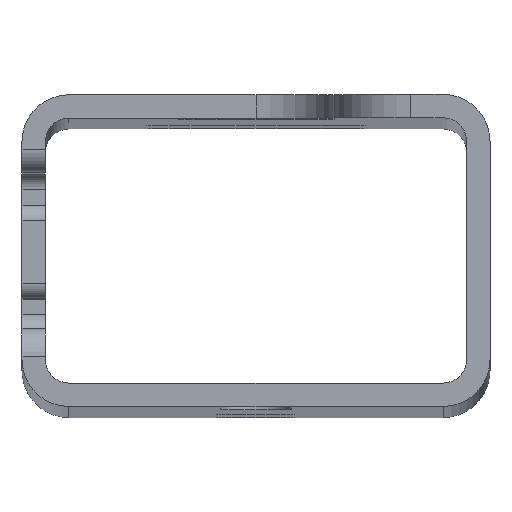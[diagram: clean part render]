
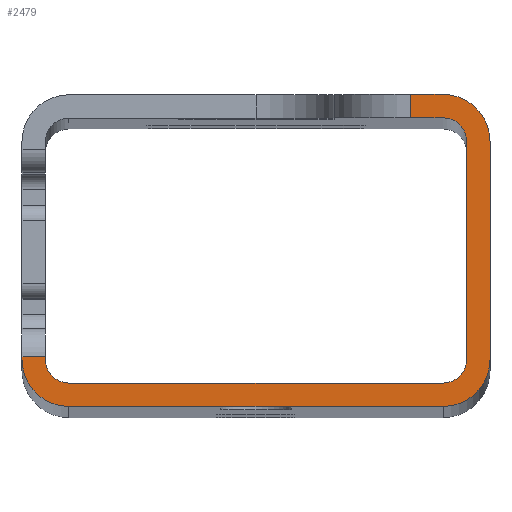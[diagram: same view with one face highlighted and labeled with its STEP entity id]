
A CAD part, top view. The second image highlights one B-rep face of the part: STEP entity #2479.
In plain terms, the highlighted planar face has unit normal (0, 0, 1).
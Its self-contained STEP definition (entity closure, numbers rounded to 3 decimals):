
#827=CARTESIAN_POINT('',(-12.,-7.,196.));
#828=DIRECTION('',(0.,0.,1.));
#829=DIRECTION('',(-1.,0.,0.));
#830=AXIS2_PLACEMENT_3D('',#827,#828,#829);
#843=DIRECTION('',(0.,-1.,0.));
#844=VECTOR('',#843,1.5);
#845=CARTESIAN_POINT('',(9.9,10.,196.));
#846=LINE('',#845,#844);
#850=DIRECTION('',(1.,0.,0.));
#851=VECTOR('',#850,2.1);
#852=CARTESIAN_POINT('',(9.9,10.,196.));
#853=LINE('',#852,#851);
#857=DIRECTION('',(0.,-1.,0.));
#858=VECTOR('',#857,14.);
#859=CARTESIAN_POINT('',(15.,7.,196.));
#860=LINE('',#859,#858);
#864=DIRECTION('',(-1.,0.,0.));
#865=VECTOR('',#864,24.);
#866=CARTESIAN_POINT('',(12.,-10.,196.));
#867=LINE('',#866,#865);
#871=DIRECTION('',(0.,1.,0.));
#872=VECTOR('',#871,0.2);
#873=CARTESIAN_POINT('',(-15.,-7.,196.));
#874=LINE('',#873,#872);
#878=DIRECTION('',(-1.,0.,0.));
#879=VECTOR('',#878,1.5);
#880=CARTESIAN_POINT('',(-13.5,-6.8,196.));
#881=LINE('',#880,#879);
#885=DIRECTION('',(0.,1.,0.));
#886=VECTOR('',#885,0.2);
#887=CARTESIAN_POINT('',(-13.5,-7.,196.));
#888=LINE('',#887,#886);
#892=DIRECTION('',(-1.,0.,0.));
#893=VECTOR('',#892,24.);
#894=CARTESIAN_POINT('',(12.,-8.5,196.));
#895=LINE('',#894,#893);
#899=DIRECTION('',(0.,-1.,0.));
#900=VECTOR('',#899,14.);
#901=CARTESIAN_POINT('',(13.5,7.,196.));
#902=LINE('',#901,#900);
#906=DIRECTION('',(1.,0.,0.));
#907=VECTOR('',#906,2.1);
#908=CARTESIAN_POINT('',(9.9,8.5,196.));
#909=LINE('',#908,#907);
#913=CARTESIAN_POINT('',(12.,7.,196.));
#914=DIRECTION('',(0.,0.,1.));
#915=DIRECTION('',(1.,0.,0.));
#916=AXIS2_PLACEMENT_3D('',#913,#914,#915);
#943=CARTESIAN_POINT('',(12.,-7.,196.));
#944=DIRECTION('',(0.,0.,1.));
#945=DIRECTION('',(0.,-1.,0.));
#946=AXIS2_PLACEMENT_3D('',#943,#944,#945);
#1101=CARTESIAN_POINT('',(-12.,-7.,196.));
#1102=DIRECTION('',(0.,0.,1.));
#1103=DIRECTION('',(-1.,0.,0.));
#1104=AXIS2_PLACEMENT_3D('',#1101,#1102,#1103);
#1117=CARTESIAN_POINT('',(12.,-7.,196.));
#1118=DIRECTION('',(0.,0.,1.));
#1119=DIRECTION('',(0.,-1.,0.));
#1120=AXIS2_PLACEMENT_3D('',#1117,#1118,#1119);
#1147=CARTESIAN_POINT('',(12.,7.,196.));
#1148=DIRECTION('',(0.,0.,1.));
#1149=DIRECTION('',(1.,0.,0.));
#1150=AXIS2_PLACEMENT_3D('',#1147,#1148,#1149);
#1655=CARTESIAN_POINT('',(15.,7.,196.));
#1657=VERTEX_POINT('',#1655);
#1659=CARTESIAN_POINT('',(12.,10.,196.));
#1661=VERTEX_POINT('',#1659);
#1663=CARTESIAN_POINT('',(-15.,-7.,196.));
#1665=VERTEX_POINT('',#1663);
#1667=CARTESIAN_POINT('',(-12.,-10.,196.));
#1669=VERTEX_POINT('',#1667);
#1671=CARTESIAN_POINT('',(12.,-10.,196.));
#1673=VERTEX_POINT('',#1671);
#1675=CARTESIAN_POINT('',(15.,-7.,196.));
#1677=VERTEX_POINT('',#1675);
#1683=CARTESIAN_POINT('',(13.5,7.,196.));
#1685=VERTEX_POINT('',#1683);
#1687=CARTESIAN_POINT('',(12.,8.5,196.));
#1689=VERTEX_POINT('',#1687);
#1691=CARTESIAN_POINT('',(-13.5,-7.,196.));
#1693=VERTEX_POINT('',#1691);
#1695=CARTESIAN_POINT('',(-12.,-8.5,196.));
#1697=VERTEX_POINT('',#1695);
#1699=CARTESIAN_POINT('',(12.,-8.5,196.));
#1701=VERTEX_POINT('',#1699);
#1703=CARTESIAN_POINT('',(13.5,-7.,196.));
#1705=VERTEX_POINT('',#1703);
#1759=CARTESIAN_POINT('',(-15.,-6.8,196.));
#1761=VERTEX_POINT('',#1759);
#1765=CARTESIAN_POINT('',(-13.5,-6.8,196.));
#1766=VERTEX_POINT('',#1765);
#1919=CARTESIAN_POINT('',(9.9,8.5,196.));
#1921=VERTEX_POINT('',#1919);
#1925=CARTESIAN_POINT('',(9.9,10.,196.));
#1926=VERTEX_POINT('',#1925);
#2446=CARTESIAN_POINT('',(0.,9.25,196.));
#2447=DIRECTION('',(0.,0.,1.));
#2448=DIRECTION('',(1.,0.,0.));
#2449=AXIS2_PLACEMENT_3D('',#2446,#2447,#2448);
#2450=PLANE('',#2449);
#2451=ORIENTED_EDGE('',*,*,#2122,.F.);
#2452=ORIENTED_EDGE('',*,*,#1970,.T.);
#2454=ORIENTED_EDGE('',*,*,#2453,.F.);
#2456=ORIENTED_EDGE('',*,*,#2455,.T.);
#2458=ORIENTED_EDGE('',*,*,#2457,.F.);
#2460=ORIENTED_EDGE('',*,*,#2459,.T.);
#2461=ORIENTED_EDGE('',*,*,#2438,.F.);
#2462=ORIENTED_EDGE('',*,*,#2274,.T.);
#2464=ORIENTED_EDGE('',*,*,#2463,.F.);
#2465=ORIENTED_EDGE('',*,*,#2308,.F.);
#2467=ORIENTED_EDGE('',*,*,#2466,.T.);
#2469=ORIENTED_EDGE('',*,*,#2468,.F.);
#2471=ORIENTED_EDGE('',*,*,#2470,.T.);
#2473=ORIENTED_EDGE('',*,*,#2472,.F.);
#2475=ORIENTED_EDGE('',*,*,#2474,.T.);
#2476=ORIENTED_EDGE('',*,*,#2028,.F.);
#2477=EDGE_LOOP('',(#2451,#2452,#2454,#2456,#2458,#2460,#2461,#2462,#2464,#2465,
#2467,#2469,#2471,#2473,#2475,#2476));
#2478=FACE_OUTER_BOUND('',#2477,.F.);
#2479=ADVANCED_FACE('',(#2478),#2450,.T.);
#831=CIRCLE('',#830,3.);
#917=CIRCLE('',#916,3.);
#947=CIRCLE('',#946,3.);
#1105=CIRCLE('',#1104,1.5);
#1121=CIRCLE('',#1120,1.5);
#1151=CIRCLE('',#1150,1.5);
#1970=EDGE_CURVE('',#1926,#1661,#853,.T.);
#2028=EDGE_CURVE('',#1921,#1689,#909,.T.);
#2122=EDGE_CURVE('',#1926,#1921,#846,.T.);
#2274=EDGE_CURVE('',#1665,#1761,#874,.T.);
#2308=EDGE_CURVE('',#1693,#1766,#888,.T.);
#2438=EDGE_CURVE('',#1665,#1669,#831,.T.);
#2453=EDGE_CURVE('',#1657,#1661,#917,.T.);
#2455=EDGE_CURVE('',#1657,#1677,#860,.T.);
#2457=EDGE_CURVE('',#1673,#1677,#947,.T.);
#2459=EDGE_CURVE('',#1673,#1669,#867,.T.);
#2463=EDGE_CURVE('',#1766,#1761,#881,.T.);
#2466=EDGE_CURVE('',#1693,#1697,#1105,.T.);
#2468=EDGE_CURVE('',#1701,#1697,#895,.T.);
#2470=EDGE_CURVE('',#1701,#1705,#1121,.T.);
#2472=EDGE_CURVE('',#1685,#1705,#902,.T.);
#2474=EDGE_CURVE('',#1685,#1689,#1151,.T.);
